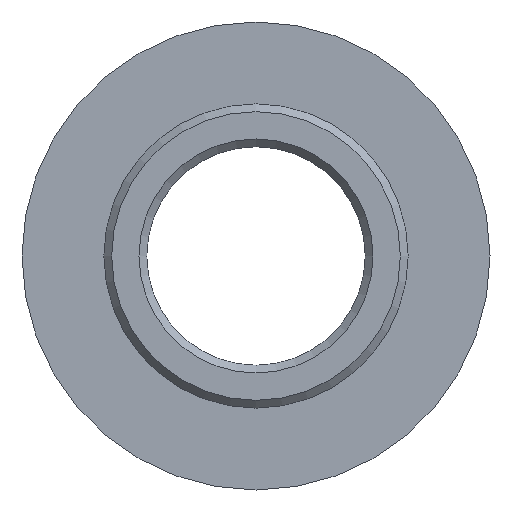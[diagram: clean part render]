
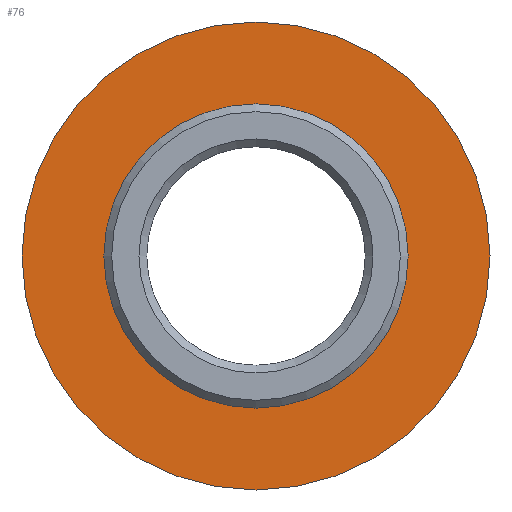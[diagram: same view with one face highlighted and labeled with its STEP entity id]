
A CAD part, front view. The second image highlights one B-rep face of the part: STEP entity #76.
In plain terms, the highlighted planar face has unit normal (0, -1, 0).
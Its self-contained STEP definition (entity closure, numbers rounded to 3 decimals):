
#76=ADVANCED_FACE('',(#88,#89),#90,.T.);
#88=FACE_BOUND('',#115,.T.);
#89=FACE_OUTER_BOUND('',#116,.T.);
#90=PLANE('',#117);
#115=EDGE_LOOP('',(#144));
#116=EDGE_LOOP('',(#145));
#117=AXIS2_PLACEMENT_3D('',#146,#147,#148);
#144=ORIENTED_EDGE('',*,*,#186,.T.);
#145=ORIENTED_EDGE('',*,*,#184,.F.);
#146=CARTESIAN_POINT('',(-15.0,1.0,0.0));
#147=DIRECTION('',(0.,-1.0,0.0));
#148=DIRECTION('',(1.0,0.,0.0));
#184=EDGE_CURVE('',#193,#193,#194,.T.);
#186=EDGE_CURVE('',#197,#197,#198,.T.);
#193=VERTEX_POINT('',#211);
#194=CIRCLE('',#212,15.0);
#197=VERTEX_POINT('',#215);
#198=CIRCLE('',#216,9.75);
#211=CARTESIAN_POINT('',(-15.0,1.,0.0));
#212=AXIS2_PLACEMENT_3D('',#229,#230,#231);
#215=CARTESIAN_POINT('',(-9.75,1.,0.0));
#216=AXIS2_PLACEMENT_3D('',#235,#236,#237);
#229=CARTESIAN_POINT('',(0.,1.,0.0));
#230=DIRECTION('',(0.,1.0,0.0));
#231=DIRECTION('',(-1.0,0.,0.0));
#235=CARTESIAN_POINT('',(0.,1.,0.0));
#236=DIRECTION('',(0.,1.0,0.0));
#237=DIRECTION('',(-1.0,0.,0.0));
